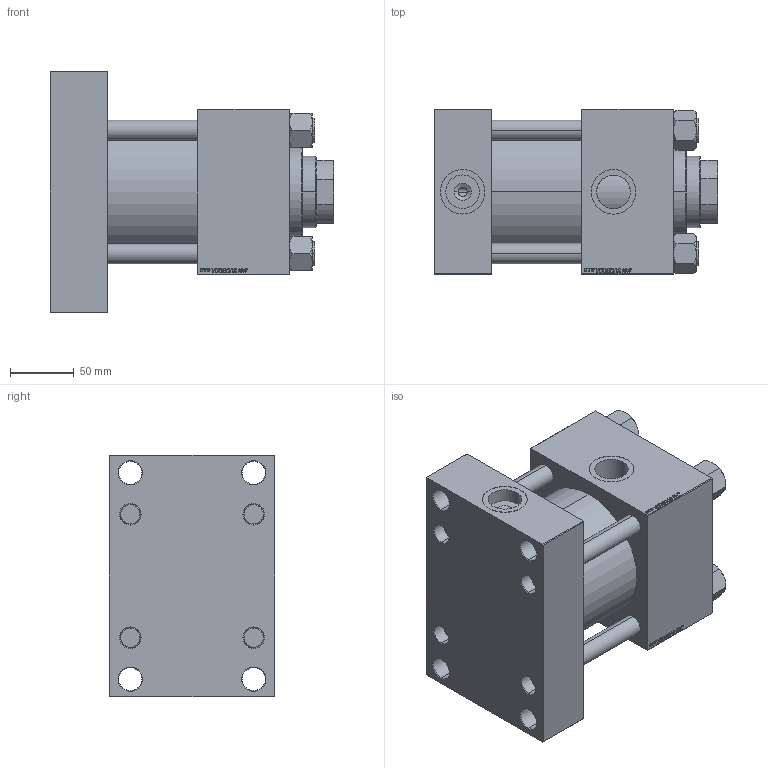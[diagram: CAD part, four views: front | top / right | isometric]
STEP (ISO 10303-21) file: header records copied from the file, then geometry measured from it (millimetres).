
FILE_DESCRIPTION (( 'STEP AP203' ), '1' );
FILE_NAME ('9a65.STEP', '2023-08-23T16:47:50', ( '' ), ( '' ), 'SwSTEP 2.0', 'SolidWorks 2019', '' );
FILE_SCHEMA (( 'CONFIG_CONTROL_DESIGN' ));
Length unit declared in the file: millimetre
Products named in the file (6): V215CR_TYCINKA_E a5ddb999ee15317ac5c00a1b99db4017; NUT_M5_E a5ddb999ee15317ac5c00a1b99db4017; 9a65; V215CR_E_Body a5ddb999ee15317ac5c00a1b99db4017; V215_VC_A a5ddb999ee15317ac5c00a1b99db4017; V215CR_VCP_E a5ddb999ee15317ac5c00a1b99db4017
Assembly tree (11 placements, depth 2):
  9a65
    V215CR_E_Body a5ddb999ee15317ac5c00a1b99db4017
    V215CR_VCP_E a5ddb999ee15317ac5c00a1b99db4017
    V215CR_TYCINKA_E a5ddb999ee15317ac5c00a1b99db4017  x4
    NUT_M5_E a5ddb999ee15317ac5c00a1b99db4017  x4
    V215_VC_A a5ddb999ee15317ac5c00a1b99db4017
Bounding box: 223 x 130 x 190 mm (x, y, z)
Volume: 2795542.1 mm3; surface area: 377103.6 mm2
Topology: 11 solids, 11 shells, 1184 faces, 3018 edges, 1961 vertices
Faces by surface type: plane 546, bspline 392, cone 152, cylinder 86, torus 8
Entity records: 50536 total; most frequent: CARTESIAN_POINT 27218, ORIENTED_EDGE 5300, DIRECTION 3352, EDGE_CURVE 2650, VERTEX_POINT 1739, LINE 1582, VECTOR 1582, EDGE_LOOP 1161
